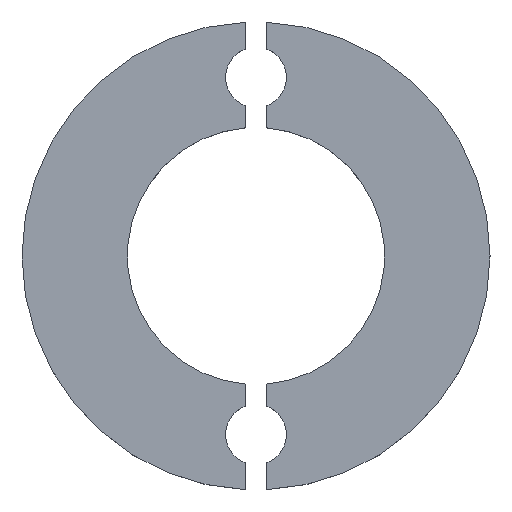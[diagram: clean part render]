
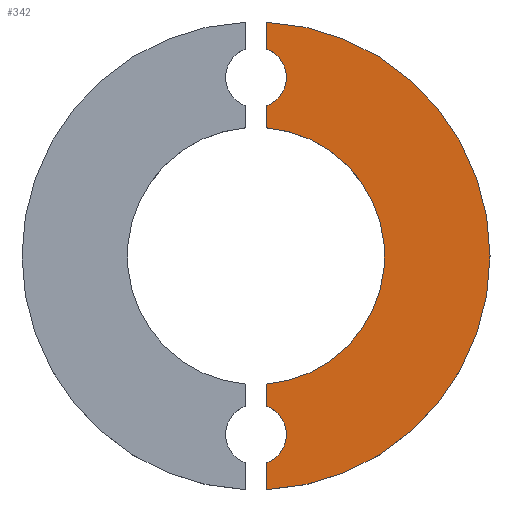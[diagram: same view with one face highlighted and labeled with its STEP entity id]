
A CAD part, top view. The second image highlights one B-rep face of the part: STEP entity #342.
In plain terms, the highlighted planar face has unit normal (0, 0, 1).
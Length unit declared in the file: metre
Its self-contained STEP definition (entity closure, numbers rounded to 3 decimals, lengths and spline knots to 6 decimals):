
#22=PLANE('',#396);
#34=CIRCLE('',#385,0.018288);
#36=CIRCLE('',#388,0.004318);
#38=CIRCLE('',#391,0.004318);
#40=CIRCLE('',#394,0.033274);
#66=ORIENTED_EDGE('',*,*,#162,.F.);
#67=ORIENTED_EDGE('',*,*,#158,.T.);
#68=ORIENTED_EDGE('',*,*,#163,.F.);
#69=ORIENTED_EDGE('',*,*,#151,.F.);
#70=ORIENTED_EDGE('',*,*,#164,.F.);
#71=ORIENTED_EDGE('',*,*,#147,.F.);
#72=ORIENTED_EDGE('',*,*,#165,.F.);
#73=ORIENTED_EDGE('',*,*,#155,.F.);
#147=EDGE_CURVE('',#194,#196,#34,.T.);
#151=EDGE_CURVE('',#198,#200,#36,.T.);
#155=EDGE_CURVE('',#202,#204,#38,.T.);
#158=EDGE_CURVE('',#206,#207,#40,.T.);
#162=EDGE_CURVE('',#206,#202,#234,.T.);
#163=EDGE_CURVE('',#200,#207,#235,.T.);
#164=EDGE_CURVE('',#196,#198,#236,.T.);
#165=EDGE_CURVE('',#204,#194,#237,.T.);
#194=VERTEX_POINT('',#535);
#196=VERTEX_POINT('',#538);
#198=VERTEX_POINT('',#544);
#200=VERTEX_POINT('',#547);
#202=VERTEX_POINT('',#553);
#204=VERTEX_POINT('',#556);
#206=VERTEX_POINT('',#562);
#207=VERTEX_POINT('',#563);
#234=LINE('',#570,#266);
#235=LINE('',#571,#267);
#236=LINE('',#572,#268);
#237=LINE('',#573,#269);
#266=VECTOR('',#458,1.);
#267=VECTOR('',#459,1.);
#268=VECTOR('',#460,1.);
#269=VECTOR('',#461,1.);
#294=EDGE_LOOP('',(#66,#67,#68,#69,#70,#71,#72,#73));
#314=FACE_BOUND('',#294,.T.);
#342=ADVANCED_FACE('',(#314),#22,.T.);
#385=AXIS2_PLACEMENT_3D('',#537,#427,#428);
#388=AXIS2_PLACEMENT_3D('',#546,#435,#436);
#391=AXIS2_PLACEMENT_3D('',#555,#443,#444);
#394=AXIS2_PLACEMENT_3D('',#561,#450,#451);
#396=AXIS2_PLACEMENT_3D('',#569,#456,#457);
#427=DIRECTION('',(0.,0.,1.));
#428=DIRECTION('',(1.,0.,0.));
#435=DIRECTION('',(0.,0.,1.));
#436=DIRECTION('',(1.,0.,0.));
#443=DIRECTION('',(0.,0.,1.));
#444=DIRECTION('',(1.,0.,0.));
#450=DIRECTION('',(0.,0.,1.));
#451=DIRECTION('',(1.,0.,0.));
#456=DIRECTION('',(0.,0.,1.));
#457=DIRECTION('',(1.,0.,0.));
#458=DIRECTION('',(0.,1.,0.));
#459=DIRECTION('',(0.,1.,0.));
#460=DIRECTION('',(0.,1.,0.));
#461=DIRECTION('',(0.,1.,0.));
#535=CARTESIAN_POINT('',(0.001524,-0.018224,0.00635));
#537=CARTESIAN_POINT('',(0.,0.,0.00635));
#538=CARTESIAN_POINT('',(0.001524,0.018224,0.00635));
#544=CARTESIAN_POINT('',(0.001524,0.02136,0.00635));
#546=CARTESIAN_POINT('',(0.,0.0254,0.00635));
#547=CARTESIAN_POINT('',(0.001524,0.02944,0.00635));
#553=CARTESIAN_POINT('',(0.001524,-0.02944,0.00635));
#555=CARTESIAN_POINT('',(0.,-0.0254,0.00635));
#556=CARTESIAN_POINT('',(0.001524,-0.02136,0.00635));
#561=CARTESIAN_POINT('',(0.,0.,0.00635));
#562=CARTESIAN_POINT('',(0.001524,-0.033239,0.00635));
#563=CARTESIAN_POINT('',(0.001524,0.033239,0.00635));
#569=CARTESIAN_POINT('',(0.,0.,0.00635));
#570=CARTESIAN_POINT('',(0.001524,0.,0.00635));
#571=CARTESIAN_POINT('',(0.001524,0.,0.00635));
#572=CARTESIAN_POINT('',(0.001524,0.,0.00635));
#573=CARTESIAN_POINT('',(0.001524,0.,0.00635));
